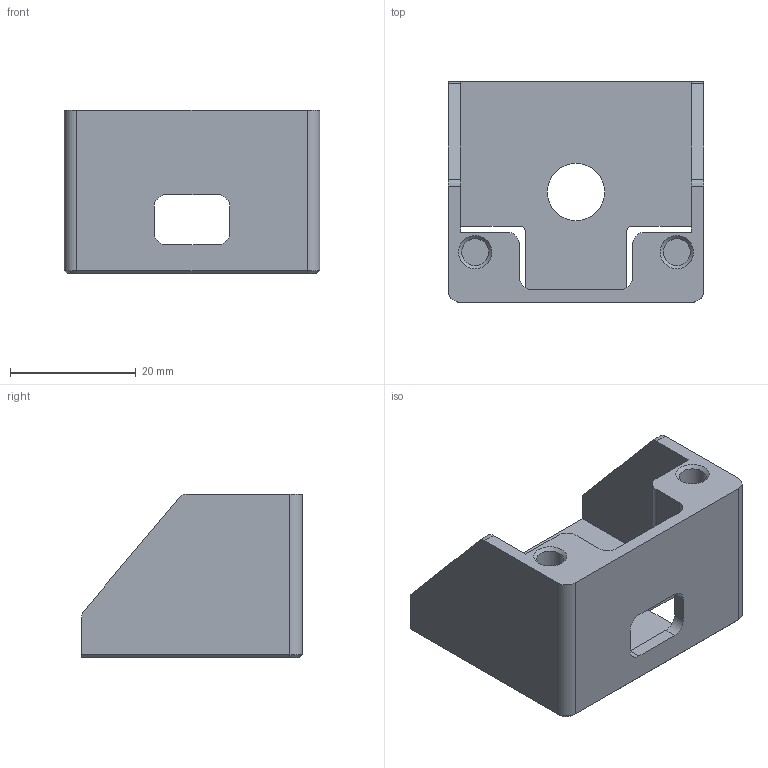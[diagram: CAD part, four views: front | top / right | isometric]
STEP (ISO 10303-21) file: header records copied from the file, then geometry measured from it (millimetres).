
FILE_DESCRIPTION(/* description */ (''),/* implementation_level */ '2;1');
FILE_NAME(/* name */ '025_01__MB1__Fix_CXC_Bed___V1.0 v17.step',/* time_stamp */ '2024-05-28T22:07:28+02:00',/* author */ (''),/* organization */ (''),/* preprocessor_version */ 'ST-DEVELOPER v20',/* originating_system */ 'Autodesk Translation Framework v13.14.0.145',/* authorisation */ '');
FILE_SCHEMA (('AUTOMOTIVE_DESIGN { 1 0 10303 214 3 1 1 }'));
Length unit declared in the file: millimetre
Products named in the file (1): 025_01__MB1__Fix_CXC_Bed___V1.0
Bounding box: 40.65 x 35.1 x 26 mm (x, y, z)
Volume: 8307.2 mm3; surface area: 7751.9 mm2
Topology: 1 solids, 1 shells, 58 faces, 157 edges, 102 vertices
Faces by surface type: plane 32, cylinder 20, cone 5, torus 1
Full cylindrical faces by diameter (mm): 4.3 x2, 9.08 x1, 10.08 x1
Entity records: 1880 total; most frequent: DIRECTION 322, CARTESIAN_POINT 318, ORIENTED_EDGE 314, EDGE_CURVE 157, LINE 110, VECTOR 110, AXIS2_PLACEMENT_3D 106, VERTEX_POINT 102
